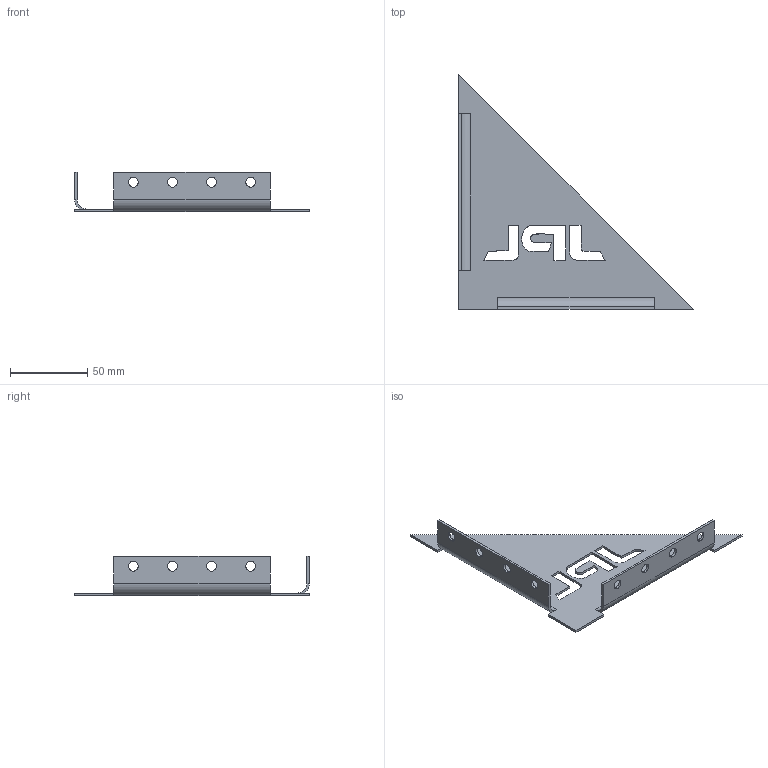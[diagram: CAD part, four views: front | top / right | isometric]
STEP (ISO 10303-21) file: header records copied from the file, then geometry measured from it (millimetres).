
FILE_DESCRIPTION (( 'STEP AP203' ), '1' );
FILE_NAME ('P-23 SupportTriangleJPL.STEP', '2015-01-26T19:38:36', ( '' ), ( '' ), 'SwSTEP 2.0', 'SolidWorks 2014', '' );
FILE_SCHEMA (( 'CONFIG_CONTROL_DESIGN' ));
Length unit declared in the file: inch
Products named in the file (1): P-23 SupportTriangleJPL
Bounding box: 152.43 x 152.43 x 25.4 mm (x, y, z)
Volume: 23292.1 mm3; surface area: 31115.4 mm2
Topology: 1 solids, 1 shells, 81 faces, 227 edges, 148 vertices
Faces by surface type: plane 45, cylinder 22, bspline 14
Entity records: 2797 total; most frequent: CARTESIAN_POINT 642, ORIENTED_EDGE 454, DIRECTION 382, EDGE_CURVE 227, LINE 150, VECTOR 150, VERTEX_POINT 148, AXIS2_PLACEMENT_3D 116
